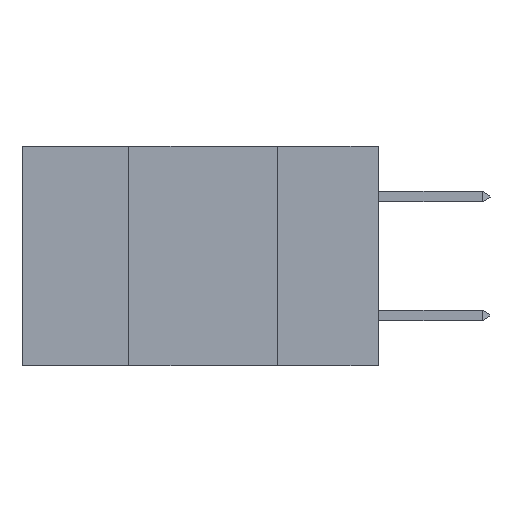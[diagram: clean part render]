
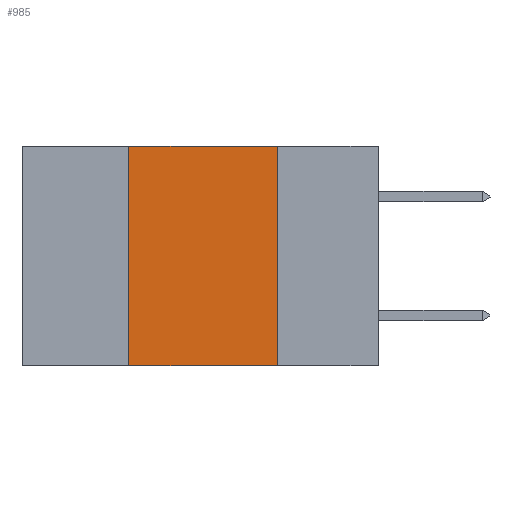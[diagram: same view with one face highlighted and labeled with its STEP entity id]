
A CAD part, left-side view. The second image highlights one B-rep face of the part: STEP entity #985.
In plain terms, the highlighted planar face has unit normal (-1, 0, 0).
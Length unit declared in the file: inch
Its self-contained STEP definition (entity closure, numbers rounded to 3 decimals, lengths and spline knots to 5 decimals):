
#286 = DIRECTION ( 'NONE',  ( 0., -1., 0. ) ) ;
#306 = DIRECTION ( 'NONE',  ( 1., 0., 0. ) ) ;
#985 = ADVANCED_FACE ( 'NONE', ( #6358 ), #15258, .F. ) ;
#2062 = LINE ( 'NONE', #8966, #22749 ) ;
#3546 = CARTESIAN_POINT ( 'NONE',  ( 0., 0.42, -0.37 ) ) ;
#3942 = DIRECTION ( 'NONE',  ( 0., 0., -1. ) ) ;
#4542 = CARTESIAN_POINT ( 'NONE',  ( 0., 0.17, -0.37 ) ) ;
#5072 = VECTOR ( 'NONE', #30829, 39.37008 ) ;
#6286 = DIRECTION ( 'NONE',  ( 0., 0., 1. ) ) ;
#6358 = FACE_OUTER_BOUND ( 'NONE', #24774, .T. ) ;
#7111 = EDGE_CURVE ( 'NONE', #8181, #22291, #15709, .T. ) ;
#8181 = VERTEX_POINT ( 'NONE', #14102 ) ;
#8966 = CARTESIAN_POINT ( 'NONE',  ( 0., 0.42, 0. ) ) ;
#9432 = ORIENTED_EDGE ( 'NONE', *, *, #7111, .F. ) ;
#10347 = ORIENTED_EDGE ( 'NONE', *, *, #23653, .F. ) ;
#14102 = CARTESIAN_POINT ( 'NONE',  ( 0., 0.42, 0. ) ) ;
#14528 = ORIENTED_EDGE ( 'NONE', *, *, #27538, .F. ) ;
#14894 = VECTOR ( 'NONE', #286, 39.37008 ) ;
#15258 = PLANE ( 'NONE',  #20565 ) ;
#15709 = LINE ( 'NONE', #25830, #14894 ) ;
#18659 = VECTOR ( 'NONE', #3942, 39.37008 ) ;
#19206 = CARTESIAN_POINT ( 'NONE',  ( 0., 0.17, 0. ) ) ;
#20565 = AXIS2_PLACEMENT_3D ( 'NONE', #28292, #306, #22946 ) ;
#21181 = CARTESIAN_POINT ( 'NONE',  ( 0., 0.17, 0. ) ) ;
#22291 = VERTEX_POINT ( 'NONE', #21181 ) ;
#22749 = VECTOR ( 'NONE', #6286, 39.37008 ) ;
#22946 = DIRECTION ( 'NONE',  ( 0., 0., -1. ) ) ;
#23293 = VERTEX_POINT ( 'NONE', #3546 ) ;
#23623 = CARTESIAN_POINT ( 'NONE',  ( 0., 0.6, -0.37 ) ) ;
#23653 = EDGE_CURVE ( 'NONE', #22291, #27808, #29781, .T. ) ;
#23822 = EDGE_CURVE ( 'NONE', #23293, #27808, #29749, .T. ) ;
#24774 = EDGE_LOOP ( 'NONE', ( #10347, #9432, #14528, #25870 ) ) ;
#25830 = CARTESIAN_POINT ( 'NONE',  ( 0., 0.6, 0. ) ) ;
#25870 = ORIENTED_EDGE ( 'NONE', *, *, #23822, .T. ) ;
#27538 = EDGE_CURVE ( 'NONE', #23293, #8181, #2062, .T. ) ;
#27808 = VERTEX_POINT ( 'NONE', #4542 ) ;
#28292 = CARTESIAN_POINT ( 'NONE',  ( 0., 0.6, 0. ) ) ;
#29749 = LINE ( 'NONE', #23623, #5072 ) ;
#29781 = LINE ( 'NONE', #19206, #18659 ) ;
#30829 = DIRECTION ( 'NONE',  ( 0., -1., 0. ) ) ;
